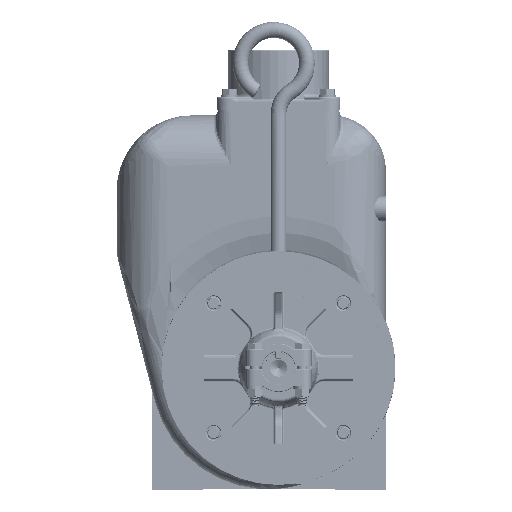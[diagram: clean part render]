
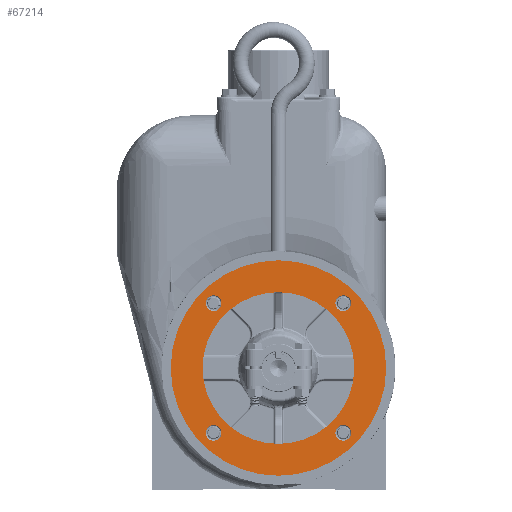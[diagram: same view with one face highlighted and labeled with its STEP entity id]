
A CAD part, top view. The second image highlights one B-rep face of the part: STEP entity #67214.
In plain terms, the highlighted face is planar.
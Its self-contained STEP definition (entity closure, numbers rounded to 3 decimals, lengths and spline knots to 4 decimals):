
#5389=FACE_BOUND('',#14859,.T.);
#5390=FACE_BOUND('',#14860,.T.);
#5391=FACE_BOUND('',#14861,.T.);
#5392=FACE_BOUND('',#14862,.T.);
#5393=FACE_BOUND('',#14863,.T.);
#7209=PLANE('',#73503);
#10616=FACE_OUTER_BOUND('',#14858,.T.);
#14858=EDGE_LOOP('',(#59394));
#14859=EDGE_LOOP('',(#59395));
#14860=EDGE_LOOP('',(#59396));
#14861=EDGE_LOOP('',(#59397));
#14862=EDGE_LOOP('',(#59398));
#14863=EDGE_LOOP('',(#59399));
#25855=CIRCLE('',#73502,0.3113);
#25856=CIRCLE('',#73504,4.26);
#25857=CIRCLE('',#73505,0.3113);
#25858=CIRCLE('',#73506,0.3113);
#25859=CIRCLE('',#73507,3.);
#25860=CIRCLE('',#73508,0.3113);
#31592=VERTEX_POINT('',#171184);
#31593=VERTEX_POINT('',#171188);
#31594=VERTEX_POINT('',#171190);
#31595=VERTEX_POINT('',#171192);
#31596=VERTEX_POINT('',#171194);
#31597=VERTEX_POINT('',#171196);
#40983=EDGE_CURVE('',#31592,#31592,#25855,.T.);
#40985=EDGE_CURVE('',#31593,#31593,#25856,.T.);
#40986=EDGE_CURVE('',#31594,#31594,#25857,.T.);
#40987=EDGE_CURVE('',#31595,#31595,#25858,.T.);
#40988=EDGE_CURVE('',#31596,#31596,#25859,.T.);
#40989=EDGE_CURVE('',#31597,#31597,#25860,.T.);
#59394=ORIENTED_EDGE('',*,*,#40985,.T.);
#59395=ORIENTED_EDGE('',*,*,#40986,.F.);
#59396=ORIENTED_EDGE('',*,*,#40987,.F.);
#59397=ORIENTED_EDGE('',*,*,#40988,.F.);
#59398=ORIENTED_EDGE('',*,*,#40989,.F.);
#59399=ORIENTED_EDGE('',*,*,#40983,.F.);
#67214=ADVANCED_FACE('',(#10616,#5389,#5390,#5391,#5392,#5393),#7209,.T.);
#73502=AXIS2_PLACEMENT_3D('',#171185,#87598,#87599);
#73503=AXIS2_PLACEMENT_3D('',#171187,#87601,#87602);
#73504=AXIS2_PLACEMENT_3D('',#171189,#87603,#87604);
#73505=AXIS2_PLACEMENT_3D('',#171191,#87605,#87606);
#73506=AXIS2_PLACEMENT_3D('',#171193,#87607,#87608);
#73507=AXIS2_PLACEMENT_3D('',#171195,#87609,#87610);
#73508=AXIS2_PLACEMENT_3D('',#171197,#87611,#87612);
#87598=DIRECTION('center_axis',(0.,0.,-1.));
#87599=DIRECTION('ref_axis',(1.,0.,0.));
#87601=DIRECTION('center_axis',(0.,0.,-1.));
#87602=DIRECTION('ref_axis',(-1.,0.,0.));
#87603=DIRECTION('center_axis',(0.,0.,-1.));
#87604=DIRECTION('ref_axis',(0.,1.,0.));
#87605=DIRECTION('center_axis',(0.,0.,-1.));
#87606=DIRECTION('ref_axis',(1.,0.,0.));
#87607=DIRECTION('center_axis',(0.,0.,-1.));
#87608=DIRECTION('ref_axis',(1.,0.,0.));
#87609=DIRECTION('center_axis',(0.,0.,-1.));
#87610=DIRECTION('ref_axis',(0.,1.,0.));
#87611=DIRECTION('center_axis',(0.,0.,-1.));
#87612=DIRECTION('ref_axis',(1.,0.,0.));
#171184=CARTESIAN_POINT('',(-2.8745,2.5633,-3.88));
#171185=CARTESIAN_POINT('Origin',(-2.5633,2.5633,-3.88));
#171187=CARTESIAN_POINT('Origin',(0.,3.63,-3.88));
#171188=CARTESIAN_POINT('',(0.,-4.26,-3.88));
#171189=CARTESIAN_POINT('Origin',(0.,0.,-3.88));
#171190=CARTESIAN_POINT('',(-2.8745,-2.5633,-3.88));
#171191=CARTESIAN_POINT('Origin',(-2.5633,-2.5633,-3.88));
#171192=CARTESIAN_POINT('',(2.252,-2.5633,-3.88));
#171193=CARTESIAN_POINT('Origin',(2.5633,-2.5633,-3.88));
#171194=CARTESIAN_POINT('',(0.,-3.,-3.88));
#171195=CARTESIAN_POINT('Origin',(0.,0.,-3.88));
#171196=CARTESIAN_POINT('',(2.252,2.5633,-3.88));
#171197=CARTESIAN_POINT('Origin',(2.5633,2.5633,-3.88));
